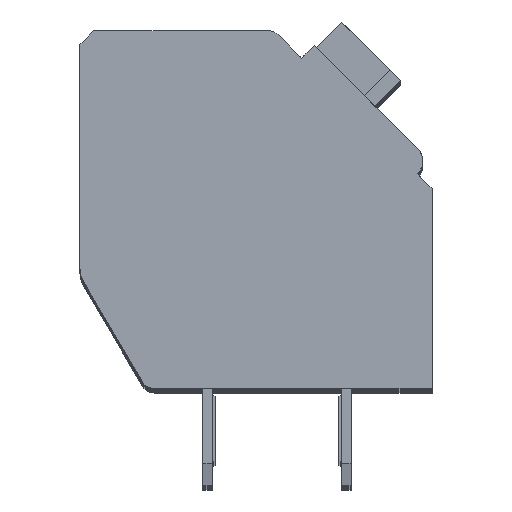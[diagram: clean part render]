
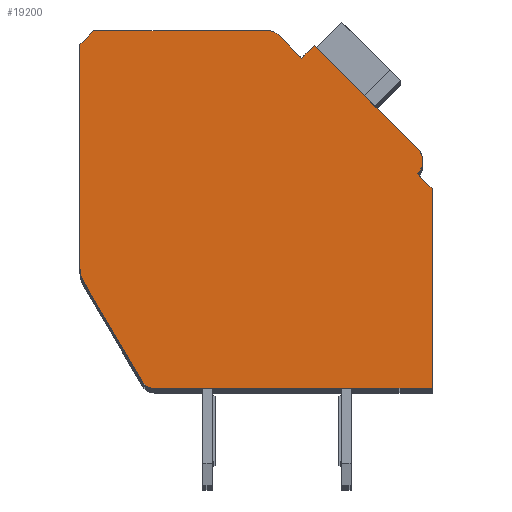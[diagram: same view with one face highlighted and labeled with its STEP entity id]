
A CAD part, top view. The second image highlights one B-rep face of the part: STEP entity #19200.
In plain terms, the highlighted planar face has unit normal (0, 0, 1).
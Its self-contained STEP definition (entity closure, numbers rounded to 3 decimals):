
#731=DIRECTION('',(0.,-1.,0.));
#732=VECTOR('',#731,8.053);
#733=CARTESIAN_POINT('',(-12.7,12.4,2.1));
#734=LINE('',#733,#732);
#735=DIRECTION('',(-0.707,-0.707,0.));
#736=VECTOR('',#735,0.707);
#737=CARTESIAN_POINT('',(-12.2,12.9,2.1));
#738=LINE('',#737,#736);
#739=DIRECTION('',(-1.,0.,0.));
#740=VECTOR('',#739,6.298);
#741=CARTESIAN_POINT('',(-5.902,12.9,2.1));
#742=LINE('',#741,#740);
#743=CARTESIAN_POINT('',(-5.902,12.4,2.1));
#744=DIRECTION('',(0.,0.,1.));
#745=DIRECTION('',(0.707,0.707,0.));
#746=AXIS2_PLACEMENT_3D('',#743,#744,#745);
#748=DIRECTION('',(-0.707,0.707,0.));
#749=VECTOR('',#748,1.197);
#750=CARTESIAN_POINT('',(-4.702,11.907,2.1));
#751=LINE('',#750,#749);
#752=DIRECTION('',(-0.707,-0.707,0.));
#753=VECTOR('',#752,0.65);
#754=CARTESIAN_POINT('',(-4.243,12.367,2.1));
#755=LINE('',#754,#753);
#756=DIRECTION('',(-0.707,0.707,0.));
#757=VECTOR('',#756,5.25);
#758=CARTESIAN_POINT('',(-0.53,8.655,2.1));
#759=LINE('',#758,#757);
#760=CARTESIAN_POINT('',(-0.99,8.195,2.1));
#761=DIRECTION('',(0.,0.,1.));
#762=DIRECTION('',(0.707,-0.707,0.));
#763=AXIS2_PLACEMENT_3D('',#760,#761,#762);
#765=DIRECTION('',(-0.707,0.707,0.));
#766=VECTOR('',#765,0.75);
#767=CARTESIAN_POINT('',(0.,7.205,2.1));
#768=LINE('',#767,#766);
#769=DIRECTION('',(0.,1.,0.));
#770=VECTOR('',#769,7.205);
#771=CARTESIAN_POINT('',(0.,0.,2.1));
#772=LINE('',#771,#770);
#773=DIRECTION('',(1.,0.,0.));
#774=VECTOR('',#773,10.014);
#775=CARTESIAN_POINT('',(-10.014,0.,2.1));
#776=LINE('',#775,#774);
#777=CARTESIAN_POINT('',(-10.014,0.5,2.1));
#778=DIRECTION('',(0.,0.,1.));
#779=DIRECTION('',(-0.862,-0.508,0.));
#780=AXIS2_PLACEMENT_3D('',#777,#778,#779);
#782=DIRECTION('',(0.508,-0.862,0.));
#783=VECTOR('',#782,4.17);
#784=CARTESIAN_POINT('',(-12.562,3.839,2.1));
#785=LINE('',#784,#783);
#786=CARTESIAN_POINT('',(-11.7,4.347,2.1));
#787=DIRECTION('',(0.,0.,1.));
#788=DIRECTION('',(-1.,0.,0.));
#789=AXIS2_PLACEMENT_3D('',#786,#787,#788);
#14131=CARTESIAN_POINT('',(-12.7,12.4,2.1));
#14132=CARTESIAN_POINT('',(-12.7,4.347,2.1));
#14133=VERTEX_POINT('',#14131);
#14134=VERTEX_POINT('',#14132);
#14135=CARTESIAN_POINT('',(-12.562,3.839,2.1));
#14136=VERTEX_POINT('',#14135);
#14137=CARTESIAN_POINT('',(-10.445,0.246,2.1));
#14138=VERTEX_POINT('',#14137);
#14139=CARTESIAN_POINT('',(-10.014,0.,2.1));
#14140=VERTEX_POINT('',#14139);
#14141=CARTESIAN_POINT('',(0.,0.,2.1));
#14142=VERTEX_POINT('',#14141);
#14143=CARTESIAN_POINT('',(0.,7.205,2.1));
#14144=VERTEX_POINT('',#14143);
#14145=CARTESIAN_POINT('',(-0.53,7.735,2.1));
#14146=VERTEX_POINT('',#14145);
#14147=CARTESIAN_POINT('',(-0.53,8.655,2.1));
#14148=VERTEX_POINT('',#14147);
#14149=CARTESIAN_POINT('',(-4.243,12.367,2.1));
#14150=VERTEX_POINT('',#14149);
#14151=CARTESIAN_POINT('',(-4.702,11.907,2.1));
#14152=VERTEX_POINT('',#14151);
#14153=CARTESIAN_POINT('',(-5.548,12.754,2.1));
#14154=VERTEX_POINT('',#14153);
#14155=CARTESIAN_POINT('',(-5.902,12.9,2.1));
#14156=VERTEX_POINT('',#14155);
#14157=CARTESIAN_POINT('',(-12.2,12.9,2.1));
#14158=VERTEX_POINT('',#14157);
#19168=CARTESIAN_POINT('',(0.,0.,2.1));
#19169=DIRECTION('',(0.,0.,1.));
#19170=DIRECTION('',(1.,0.,0.));
#19171=AXIS2_PLACEMENT_3D('',#19168,#19169,#19170);
#19172=PLANE('',#19171);
#19173=ORIENTED_EDGE('',*,*,#18513,.F.);
#19175=ORIENTED_EDGE('',*,*,#19174,.F.);
#19177=ORIENTED_EDGE('',*,*,#19176,.F.);
#19179=ORIENTED_EDGE('',*,*,#19178,.F.);
#19181=ORIENTED_EDGE('',*,*,#19180,.F.);
#19183=ORIENTED_EDGE('',*,*,#19182,.F.);
#19185=ORIENTED_EDGE('',*,*,#19184,.F.);
#19187=ORIENTED_EDGE('',*,*,#19186,.F.);
#19189=ORIENTED_EDGE('',*,*,#19188,.F.);
#19191=ORIENTED_EDGE('',*,*,#19190,.F.);
#19193=ORIENTED_EDGE('',*,*,#19192,.F.);
#19195=ORIENTED_EDGE('',*,*,#19194,.F.);
#19196=ORIENTED_EDGE('',*,*,#18872,.F.);
#19197=ORIENTED_EDGE('',*,*,#18645,.F.);
#19198=EDGE_LOOP('',(#19173,#19175,#19177,#19179,#19181,#19183,#19185,#19187,
#19189,#19191,#19193,#19195,#19196,#19197));
#19199=FACE_OUTER_BOUND('',#19198,.F.);
#747=CIRCLE('',#746,0.5);
#764=CIRCLE('',#763,0.65);
#781=CIRCLE('',#780,0.5);
#790=CIRCLE('',#789,1.);
#18513=EDGE_CURVE('',#14133,#14134,#734,.T.);
#18645=EDGE_CURVE('',#14134,#14136,#790,.T.);
#18872=EDGE_CURVE('',#14136,#14138,#785,.T.);
#19174=EDGE_CURVE('',#14158,#14133,#738,.T.);
#19176=EDGE_CURVE('',#14156,#14158,#742,.T.);
#19178=EDGE_CURVE('',#14154,#14156,#747,.T.);
#19180=EDGE_CURVE('',#14152,#14154,#751,.T.);
#19182=EDGE_CURVE('',#14150,#14152,#755,.T.);
#19184=EDGE_CURVE('',#14148,#14150,#759,.T.);
#19186=EDGE_CURVE('',#14146,#14148,#764,.T.);
#19188=EDGE_CURVE('',#14144,#14146,#768,.T.);
#19190=EDGE_CURVE('',#14142,#14144,#772,.T.);
#19192=EDGE_CURVE('',#14140,#14142,#776,.T.);
#19194=EDGE_CURVE('',#14138,#14140,#781,.T.);
#19200=ADVANCED_FACE('',(#19199),#19172,.T.);
